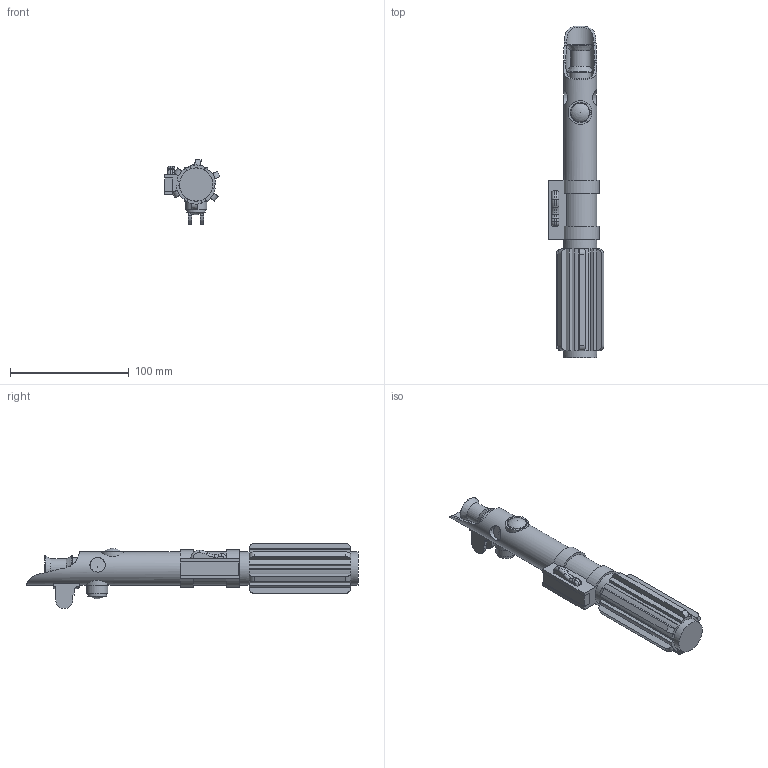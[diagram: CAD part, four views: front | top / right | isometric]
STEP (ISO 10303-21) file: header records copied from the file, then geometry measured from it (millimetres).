
FILE_DESCRIPTION(/* description */ (''),/* implementation_level */ '2;1');
FILE_NAME(/* name */ 'Lightsaber2.stp',/* time_stamp */ '2022-08-16T10:33:45-04:00',/* author */ ('turbo'),/* organization */ (''),/* preprocessor_version */ 'ST-DEVELOPER v18.1',/* originating_system */ 'Autodesk Inventor 2022',/* authorisation */ '');
FILE_SCHEMA (('AUTOMOTIVE_DESIGN { 1 0 10303 214 3 1 1 }'));
Length unit declared in the file: millimetre
Products named in the file (1): Lightsaber2
Bounding box: 47.06 x 280 x 54.88 mm (x, y, z)
Volume: 142068.4 mm3; surface area: 54166.9 mm2
Topology: 3 solids, 3 shells, 190 faces, 479 edges, 314 vertices
Faces by surface type: plane 100, cylinder 67, torus 14, bspline 4, cone 3, sphere 2
Full cylindrical faces by diameter (mm): 12.8 x1, 13.8 x1, 15.8 x1, 16.226 x1, 17.8 x1, 18 x1, 24 x1, 28 x2
Entity records: 6812 total; most frequent: CARTESIAN_POINT 1902, DIRECTION 976, ORIENTED_EDGE 964, EDGE_CURVE 482, AXIS2_PLACEMENT_3D 359, VERTEX_POINT 320, LINE 258, VECTOR 258
